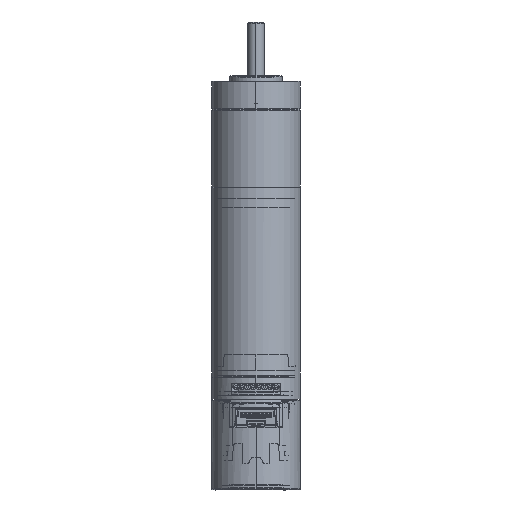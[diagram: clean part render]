
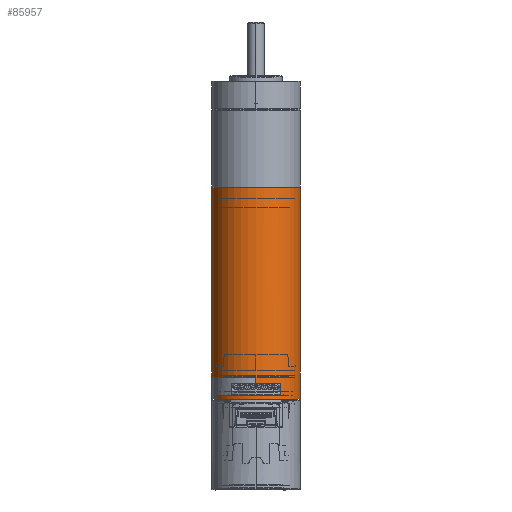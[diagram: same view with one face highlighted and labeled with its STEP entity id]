
A CAD part, front view. The second image highlights one B-rep face of the part: STEP entity #85957.
In plain terms, the highlighted cylindrical face has radius 11 mm (diameter 22 mm), a partial arc.
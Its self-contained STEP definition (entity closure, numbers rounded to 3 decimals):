
#16343=CARTESIAN_POINT('',(0.,0.,-4.5));
#16344=DIRECTION('',(0.,0.,-1.));
#16345=DIRECTION('',(0.,1.,0.));
#16346=AXIS2_PLACEMENT_3D('',#16343,#16344,#16345);
#16348=DIRECTION('',(0.,0.,-1.));
#16349=VECTOR('',#16348,1.);
#16350=CARTESIAN_POINT('',(-9.526,-5.5,-4.5));
#16351=LINE('',#16350,#16349);
#16352=CARTESIAN_POINT('',(6.168,-9.108,-4.3));
#16353=CARTESIAN_POINT('',(6.235,-9.063,
-4.367));
#16354=CARTESIAN_POINT('',(6.301,-9.017,
-4.434));
#16355=CARTESIAN_POINT('',(6.368,-8.97,-4.5));
#16357=DIRECTION('',(0.,0.,-1.));
#16358=VECTOR('',#16357,2.8);
#16359=CARTESIAN_POINT('',(6.168,-9.108,-1.5));
#16360=LINE('',#16359,#16358);
#16361=CARTESIAN_POINT('',(0.,0.,-1.5));
#16362=DIRECTION('',(0.,0.,-1.));
#16363=DIRECTION('',(0.561,-0.828,0.));
#16364=AXIS2_PLACEMENT_3D('',#16361,#16362,#16363);
#16366=CARTESIAN_POINT('',(0.,0.,0.));
#16367=DIRECTION('',(0.,0.,-1.));
#16368=DIRECTION('',(0.,-1.,0.));
#16369=AXIS2_PLACEMENT_3D('',#16366,#16367,#16368);
#16371=CARTESIAN_POINT('',(0.,0.,47.));
#16372=DIRECTION('',(0.,0.,-1.));
#16373=DIRECTION('',(1.,0.,0.));
#16374=AXIS2_PLACEMENT_3D('',#16371,#16372,#16373);
#16376=CARTESIAN_POINT('',(0.,0.,-4.5));
#16377=DIRECTION('',(0.,0.,-1.));
#16378=DIRECTION('',(-0.579,-0.815,0.));
#16379=AXIS2_PLACEMENT_3D('',#16376,#16377,#16378);
#16381=DIRECTION('',(0.,0.,-1.));
#16382=VECTOR('',#16381,1.);
#16383=CARTESIAN_POINT('',(9.526,5.5,-4.5));
#16384=LINE('',#16383,#16382);
#16385=DIRECTION('',(0.,0.,1.));
#16386=VECTOR('',#16385,4.5);
#16387=CARTESIAN_POINT('',(0.,11.,-4.5));
#16388=LINE('',#16387,#16386);
#16389=CARTESIAN_POINT('',(0.,0.,0.));
#16390=DIRECTION('',(0.,0.,-1.));
#16391=DIRECTION('',(0.,1.,0.));
#16392=AXIS2_PLACEMENT_3D('',#16389,#16390,#16391);
#16394=DIRECTION('',(0.,0.,1.));
#16395=VECTOR('',#16394,47.);
#16396=CARTESIAN_POINT('',(11.,0.,0.));
#16397=LINE('',#16396,#16395);
#16403=DIRECTION('',(0.,0.,-1.));
#16404=VECTOR('',#16403,47.);
#16405=CARTESIAN_POINT('',(-11.,0.,47.));
#16406=LINE('',#16405,#16404);
#16407=DIRECTION('',(0.,0.,1.));
#16408=VECTOR('',#16407,1.5);
#16409=CARTESIAN_POINT('',(0.,-11.,-1.5));
#16410=LINE('',#16409,#16408);
#16425=CARTESIAN_POINT('',(0.,0.,-5.5));
#16426=DIRECTION('',(0.,0.,-1.));
#16427=DIRECTION('',(0.866,0.5,0.));
#16428=AXIS2_PLACEMENT_3D('',#16425,#16426,#16427);
#20939=CARTESIAN_POINT('',(0.,0.,-4.5));
#20940=DIRECTION('',(0.,0.,1.));
#20941=DIRECTION('',(-0.579,-0.815,0.));
#20942=AXIS2_PLACEMENT_3D('',#20939,#20940,#20941);
#59111=CARTESIAN_POINT('',(11.,0.,47.));
#59112=CARTESIAN_POINT('',(-11.,0.,47.));
#59113=VERTEX_POINT('',#59111);
#59114=VERTEX_POINT('',#59112);
#59227=CARTESIAN_POINT('',(6.168,-9.108,-1.5));
#59228=CARTESIAN_POINT('',(0.,-11.,-1.5));
#59229=VERTEX_POINT('',#59227);
#59230=VERTEX_POINT('',#59228);
#59293=CARTESIAN_POINT('',(6.168,-9.108,-4.3));
#59295=VERTEX_POINT('',#59293);
#59338=CARTESIAN_POINT('',(0.,-11.,0.));
#59339=CARTESIAN_POINT('',(-11.,0.,0.));
#59340=VERTEX_POINT('',#59338);
#59341=VERTEX_POINT('',#59339);
#59342=CARTESIAN_POINT('',(0.,11.,0.));
#59343=CARTESIAN_POINT('',(11.,0.,0.));
#59344=VERTEX_POINT('',#59342);
#59345=VERTEX_POINT('',#59343);
#61609=CARTESIAN_POINT('',(-9.526,-5.5,-5.5));
#61610=CARTESIAN_POINT('',(9.526,5.5,-5.5));
#61611=VERTEX_POINT('',#61609);
#61612=VERTEX_POINT('',#61610);
#66064=CARTESIAN_POINT('',(0.,11.,-4.5));
#66065=CARTESIAN_POINT('',(9.526,5.5,-4.5));
#66066=VERTEX_POINT('',#66064);
#66067=VERTEX_POINT('',#66065);
#66068=CARTESIAN_POINT('',(-6.368,-8.97,-4.5));
#66069=CARTESIAN_POINT('',(-9.526,-5.5,-4.5));
#66070=VERTEX_POINT('',#66068);
#66071=VERTEX_POINT('',#66069);
#66089=CARTESIAN_POINT('',(6.368,-8.97,-4.5));
#66091=VERTEX_POINT('',#66089);
#85920=CARTESIAN_POINT('',(0.,0.,48.3));
#85921=DIRECTION('',(0.,0.,-1.));
#85922=DIRECTION('',(1.,0.,0.));
#85923=AXIS2_PLACEMENT_3D('',#85920,#85921,#85922);
#85924=CYLINDRICAL_SURFACE('',#85923,11.);
#85926=ORIENTED_EDGE('',*,*,#85925,.T.);
#85928=ORIENTED_EDGE('',*,*,#85927,.T.);
#85930=ORIENTED_EDGE('',*,*,#85929,.T.);
#85932=ORIENTED_EDGE('',*,*,#85931,.F.);
#85934=ORIENTED_EDGE('',*,*,#85933,.F.);
#85936=ORIENTED_EDGE('',*,*,#85935,.T.);
#85938=ORIENTED_EDGE('',*,*,#85937,.F.);
#85939=ORIENTED_EDGE('',*,*,#85908,.F.);
#85940=ORIENTED_EDGE('',*,*,#82544,.T.);
#85942=ORIENTED_EDGE('',*,*,#85941,.T.);
#85944=ORIENTED_EDGE('',*,*,#85943,.T.);
#85946=ORIENTED_EDGE('',*,*,#85945,.F.);
#85948=ORIENTED_EDGE('',*,*,#85947,.F.);
#85950=ORIENTED_EDGE('',*,*,#85949,.F.);
#85952=ORIENTED_EDGE('',*,*,#85951,.F.);
#85954=ORIENTED_EDGE('',*,*,#85953,.F.);
#85955=EDGE_LOOP('',(#85926,#85928,#85930,#85932,#85934,#85936,#85938,#85939,
#85940,#85942,#85944,#85946,#85948,#85950,#85952,#85954));
#85956=FACE_OUTER_BOUND('',#85955,.F.);
#85957=ADVANCED_FACE('',(#85956),#85924,.T.);
#16347=CIRCLE('',#16346,11.);
#16356=B_SPLINE_CURVE_WITH_KNOTS('',3,(#16352,#16353,#16354,#16355),
.UNSPECIFIED.,.F.,.F.,(4,4),(0.,1.),.UNSPECIFIED.);
#16365=CIRCLE('',#16364,11.);
#16370=CIRCLE('',#16369,11.);
#16375=CIRCLE('',#16374,11.);
#16380=CIRCLE('',#16379,11.);
#16393=CIRCLE('',#16392,11.);
#16429=CIRCLE('',#16428,11.);
#20943=CIRCLE('',#20942,11.);
#82544=EDGE_CURVE('',#59229,#59230,#16365,.T.);
#85908=EDGE_CURVE('',#59229,#59295,#16360,.T.);
#85925=EDGE_CURVE('',#66066,#66067,#16347,.T.);
#85927=EDGE_CURVE('',#66067,#61612,#16384,.T.);
#85929=EDGE_CURVE('',#61612,#61611,#16429,.T.);
#85931=EDGE_CURVE('',#66071,#61611,#16351,.T.);
#85933=EDGE_CURVE('',#66070,#66071,#16380,.T.);
#85935=EDGE_CURVE('',#66070,#66091,#20943,.T.);
#85937=EDGE_CURVE('',#59295,#66091,#16356,.T.);
#85941=EDGE_CURVE('',#59230,#59340,#16410,.T.);
#85943=EDGE_CURVE('',#59340,#59341,#16370,.T.);
#85945=EDGE_CURVE('',#59114,#59341,#16406,.T.);
#85947=EDGE_CURVE('',#59113,#59114,#16375,.T.);
#85949=EDGE_CURVE('',#59345,#59113,#16397,.T.);
#85951=EDGE_CURVE('',#59344,#59345,#16393,.T.);
#85953=EDGE_CURVE('',#66066,#59344,#16388,.T.);
